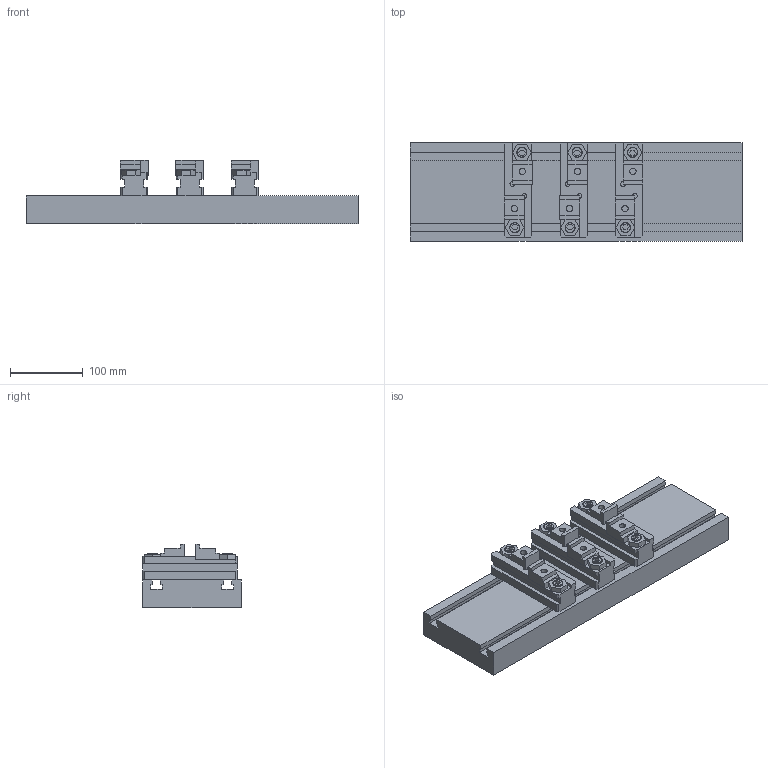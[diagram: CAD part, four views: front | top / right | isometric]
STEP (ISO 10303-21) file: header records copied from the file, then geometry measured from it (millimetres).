
FILE_DESCRIPTION(('FreeCAD Model'),'2;1');
FILE_NAME('Open CASCADE Shape Model','2025-05-09T04:52:00',('FreeCAD'),( 'FreeCAD'),'Open CASCADE STEP processor 7.6','FreeCAD','Unknown');
FILE_SCHEMA(('AUTOMOTIVE_DESIGN { 1 0 10303 214 1 1 1 1 }'));
Products named in the file (1): Open CASCADE STEP translator 7.6 1
Bounding box: 455.01 x 135.42 x 86.67 mm (x, y, z)
Volume: 2651700.3 mm3; surface area: 316349.5 mm2
Topology: 22 solids, 22 shells, 1144 faces, 2436 edges, 1360 vertices
Faces by surface type: bspline 1144
Entity records: 34498 total; most frequent: CARTESIAN_POINT 20769, ORIENTED_EDGE 4872, EDGE_CURVE 2436, VERTEX_POINT 1360, FACE_BOUND 1192, EDGE_LOOP 1192, B_SPLINE_CURVE_WITH_KNOTS 1188, ADVANCED_FACE 1144
